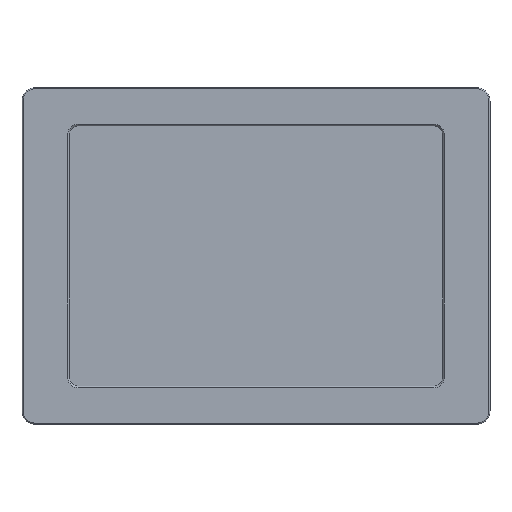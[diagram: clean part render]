
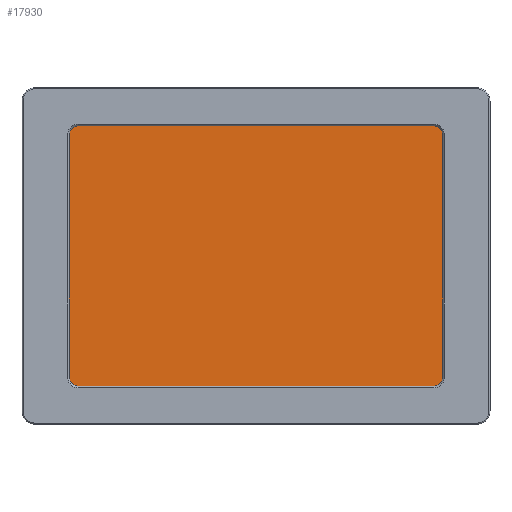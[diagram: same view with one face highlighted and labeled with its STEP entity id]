
A CAD part, top view. The second image highlights one B-rep face of the part: STEP entity #17930.
In plain terms, the highlighted planar face has unit normal (0, 0, 1).
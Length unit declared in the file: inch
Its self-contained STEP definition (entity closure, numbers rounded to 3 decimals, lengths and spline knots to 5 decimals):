
#124=PLANE('',#18936);
#1113=FACE_OUTER_BOUND('',#2069,.T.);
#2069=EDGE_LOOP('',(#12071,#12072,#12073,#12074,#12075,#12076,#12077,#12078));
#3083=CIRCLE('',#18937,0.25);
#3084=CIRCLE('',#18938,0.25);
#3085=CIRCLE('',#18939,0.25);
#3086=CIRCLE('',#18940,0.25);
#3682=LINE('',#26499,#5588);
#3683=LINE('',#26503,#5589);
#3684=LINE('',#26507,#5590);
#3685=LINE('',#26511,#5591);
#5588=VECTOR('',#20250,0.3937);
#5589=VECTOR('',#20253,0.3937);
#5590=VECTOR('',#20256,0.3937);
#5591=VECTOR('',#20259,0.3937);
#7593=VERTEX_POINT('',#26497);
#7594=VERTEX_POINT('',#26498);
#7595=VERTEX_POINT('',#26500);
#7596=VERTEX_POINT('',#26502);
#7597=VERTEX_POINT('',#26504);
#7598=VERTEX_POINT('',#26506);
#7599=VERTEX_POINT('',#26508);
#7600=VERTEX_POINT('',#26510);
#9354=EDGE_CURVE('',#7593,#7594,#3682,.T.);
#9355=EDGE_CURVE('',#7595,#7593,#3083,.T.);
#9356=EDGE_CURVE('',#7596,#7595,#3683,.T.);
#9357=EDGE_CURVE('',#7597,#7596,#3084,.T.);
#9358=EDGE_CURVE('',#7598,#7597,#3684,.T.);
#9359=EDGE_CURVE('',#7599,#7598,#3085,.T.);
#9360=EDGE_CURVE('',#7600,#7599,#3685,.T.);
#9361=EDGE_CURVE('',#7594,#7600,#3086,.T.);
#12071=ORIENTED_EDGE('',*,*,#9354,.F.);
#12072=ORIENTED_EDGE('',*,*,#9355,.F.);
#12073=ORIENTED_EDGE('',*,*,#9356,.F.);
#12074=ORIENTED_EDGE('',*,*,#9357,.F.);
#12075=ORIENTED_EDGE('',*,*,#9358,.F.);
#12076=ORIENTED_EDGE('',*,*,#9359,.F.);
#12077=ORIENTED_EDGE('',*,*,#9360,.F.);
#12078=ORIENTED_EDGE('',*,*,#9361,.F.);
#17930=ADVANCED_FACE('',(#1113),#124,.T.);
#18936=AXIS2_PLACEMENT_3D('',#26496,#20248,#20249);
#18937=AXIS2_PLACEMENT_3D('',#26501,#20251,#20252);
#18938=AXIS2_PLACEMENT_3D('',#26505,#20254,#20255);
#18939=AXIS2_PLACEMENT_3D('',#26509,#20257,#20258);
#18940=AXIS2_PLACEMENT_3D('',#26512,#20260,#20261);
#20248=DIRECTION('center_axis',(0.,0.,
1.));
#20249=DIRECTION('ref_axis',(1.,0.,0.));
#20250=DIRECTION('',(0.,-1.,0.));
#20251=DIRECTION('center_axis',(0.,0.,
-1.));
#20252=DIRECTION('ref_axis',(1.,0.,0.));
#20253=DIRECTION('',(1.,0.,0.));
#20254=DIRECTION('center_axis',(0.,0.,
-1.));
#20255=DIRECTION('ref_axis',(0.,1.,0.));
#20256=DIRECTION('',(0.,1.,0.));
#20257=DIRECTION('center_axis',(0.,0.,
-1.));
#20258=DIRECTION('ref_axis',(-1.,0.,0.));
#20259=DIRECTION('',(-1.,0.,0.));
#20260=DIRECTION('center_axis',(0.,0.,
-1.));
#20261=DIRECTION('ref_axis',(0.,-1.,0.));
#26496=CARTESIAN_POINT('Origin',(12.44608,4.67792,0.815));
#26497=CARTESIAN_POINT('',(17.67653,8.052,0.815));
#26498=CARTESIAN_POINT('',(17.67653,1.313,0.815));
#26499=CARTESIAN_POINT('',(17.67653,6.36725,0.815));
#26500=CARTESIAN_POINT('',(17.42653,8.302,0.815));
#26501=CARTESIAN_POINT('Origin',(17.42653,8.052,0.815));
#26502=CARTESIAN_POINT('',(7.52753,8.302,0.815));
#26503=CARTESIAN_POINT('',(10.00228,8.302,0.815));
#26504=CARTESIAN_POINT('',(7.27753,8.052,0.815));
#26505=CARTESIAN_POINT('Origin',(7.52753,8.052,0.815));
#26506=CARTESIAN_POINT('',(7.27753,1.313,0.815));
#26507=CARTESIAN_POINT('',(7.27753,2.99775,0.815));
#26508=CARTESIAN_POINT('',(7.52753,1.063,0.815));
#26509=CARTESIAN_POINT('Origin',(7.52753,1.313,0.815));
#26510=CARTESIAN_POINT('',(17.42653,1.063,0.815));
#26511=CARTESIAN_POINT('',(14.95178,1.063,0.815));
#26512=CARTESIAN_POINT('Origin',(17.42653,1.313,0.815));
